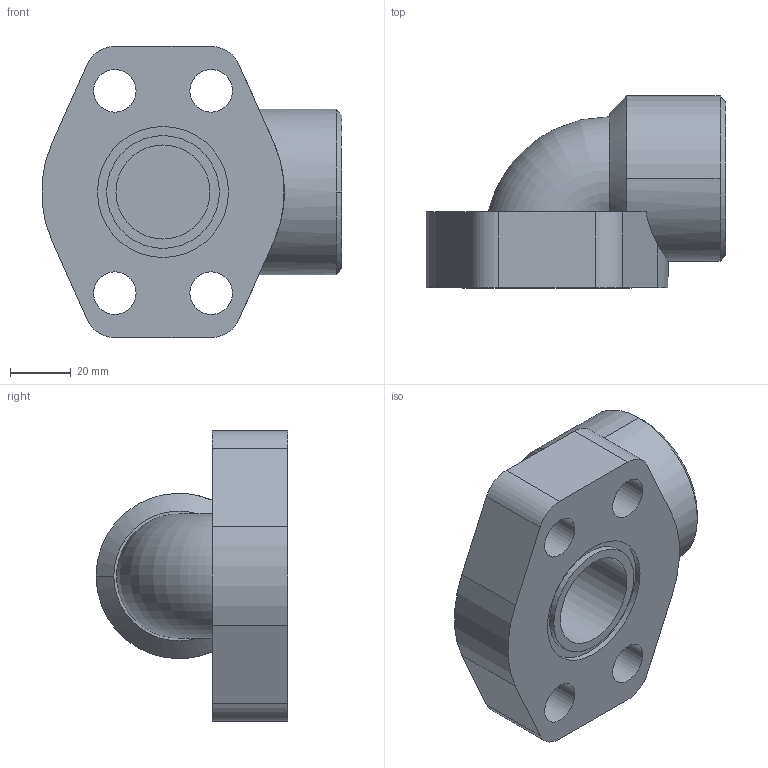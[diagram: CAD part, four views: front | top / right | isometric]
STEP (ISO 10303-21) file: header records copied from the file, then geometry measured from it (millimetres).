
FILE_DESCRIPTION(('STEP AP214'),'1');
FILE_NAME('b4-064.stp','2021-01-28T15:39:48',('TraceParts'),('TraceParts S.A.'),'Spatial InterOp 3D',' ',' ');
FILE_SCHEMA(('AUTOMOTIVE_DESIGN { 1 0 10303 214 1 1 1 1 }'));
Length unit declared in the file: millimetre
Products named in the file (1): b4-064
Bounding box: 98.86 x 63.27 x 96 mm (x, y, z)
Volume: 195619.9 mm3; surface area: 37282.3 mm2
Topology: 1 solids, 1 shells, 45 faces, 115 edges, 76 vertices
Faces by surface type: cylinder 24, plane 14, cone 6, torus 1
Entity records: 1569 total; most frequent: CARTESIAN_POINT 392, DIRECTION 263, ORIENTED_EDGE 230, EDGE_CURVE 115, AXIS2_PLACEMENT_3D 106, VERTEX_POINT 76, CIRCLE 58, EDGE_LOOP 57
